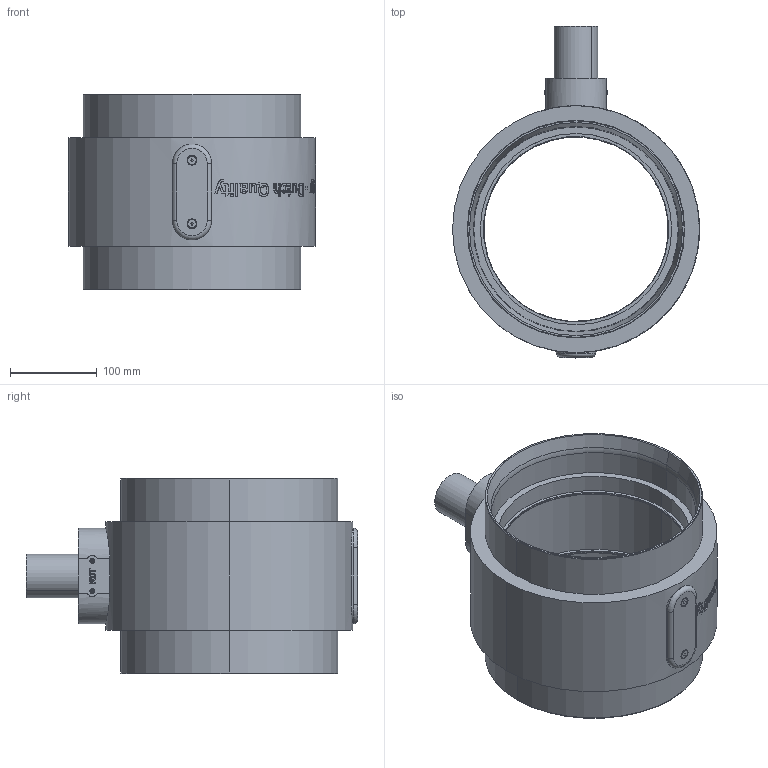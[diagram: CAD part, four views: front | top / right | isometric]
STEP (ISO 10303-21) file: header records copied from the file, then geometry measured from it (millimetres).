
FILE_DESCRIPTION (( 'STEP AP214' ), '1' );
FILE_NAME ('P-212-030-rev-F-BT.STEP', '2021-05-28T12:31:24', ( '' ), ( '' ), 'SwSTEP 2.0', 'SolidWorks 2021', '' );
FILE_SCHEMA (( 'AUTOMOTIVE_DESIGN' ));
Length unit declared in the file: millimetre
Products named in the file (1): P-212-030-rev-F-BT
Bounding box: 284 x 381.6 x 225.06 mm (x, y, z)
Volume: 4036165.7 mm3; surface area: 434533.8 mm2
Topology: 1 solids, 15 shells, 966 faces, 2406 edges, 1528 vertices
Faces by surface type: bspline 410, plane 258, cylinder 182, cone 64, torus 44, sphere 8
Entity records: 88163 total; most frequent: CARTESIAN_POINT 62906, ORIENTED_EDGE 4748, DIRECTION 2611, EDGE_CURVE 2374, VERTEX_POINT 1528, B_SPLINE_CURVE_WITH_KNOTS 1314, EDGE_LOOP 1082, AXIS2_PLACEMENT_3D 994
